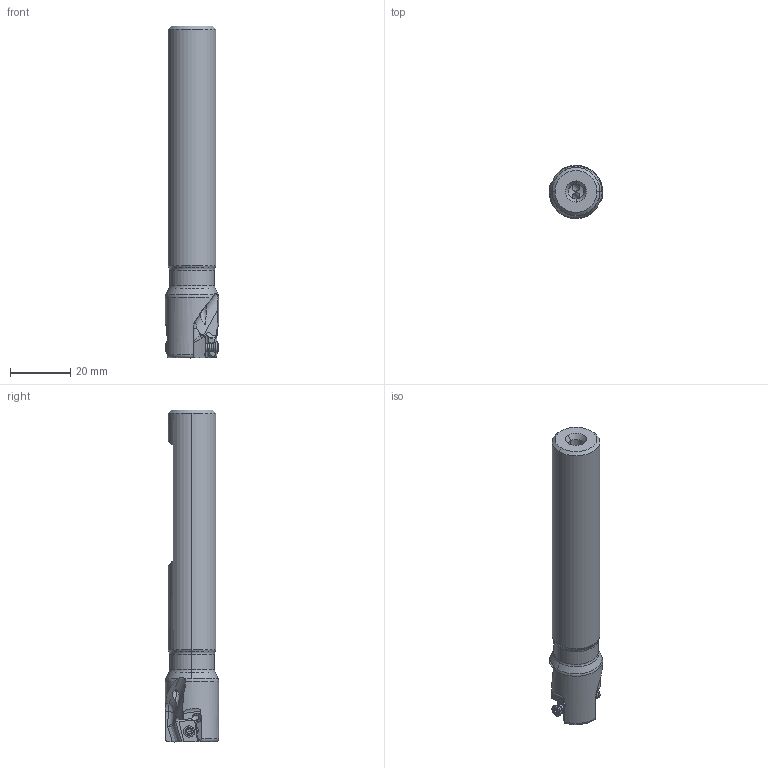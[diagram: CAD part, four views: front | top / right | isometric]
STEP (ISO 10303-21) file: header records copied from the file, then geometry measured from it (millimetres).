
FILE_DESCRIPTION(/* description */ (''),/* implementation_level */ '2;1');
FILE_NAME(/* name */ 'VPX200UR1202FA10S.stp',/* time_stamp */ '2025-07-08T15:59:30+09:00',/* author */ (''),/* organization */ (''),/* preprocessor_version */ 'ST-DEVELOPER v18.101',/* originating_system */ 'SIEMENS PLM Software NX 2011',/* authorisation */ '');
FILE_SCHEMA (('AUTOMOTIVE_DESIGN { 1 0 10303 214 3 1 1 1 }'));
Length unit declared in the file: millimetre
Products named in the file (1): VPX200UR1202FA10S_ASM
Bounding box: 17.65 x 17.65 x 109.92 mm (x, y, z)
Volume: 19289.9 mm3; surface area: 7753.3 mm2
Topology: 3 solids, 3 shells, 232 faces, 670 edges, 446 vertices
Faces by surface type: cylinder 96, plane 62, cone 32, torus 26, extrusion 8, bspline 4, sphere 4
Entity records: 9624 total; most frequent: CARTESIAN_POINT 3662, ORIENTED_EDGE 1320, DIRECTION 1120, EDGE_CURVE 660, AXIS2_PLACEMENT_3D 450, VERTEX_POINT 441, EDGE_LOOP 245, B_SPLINE_CURVE_WITH_KNOTS 240
